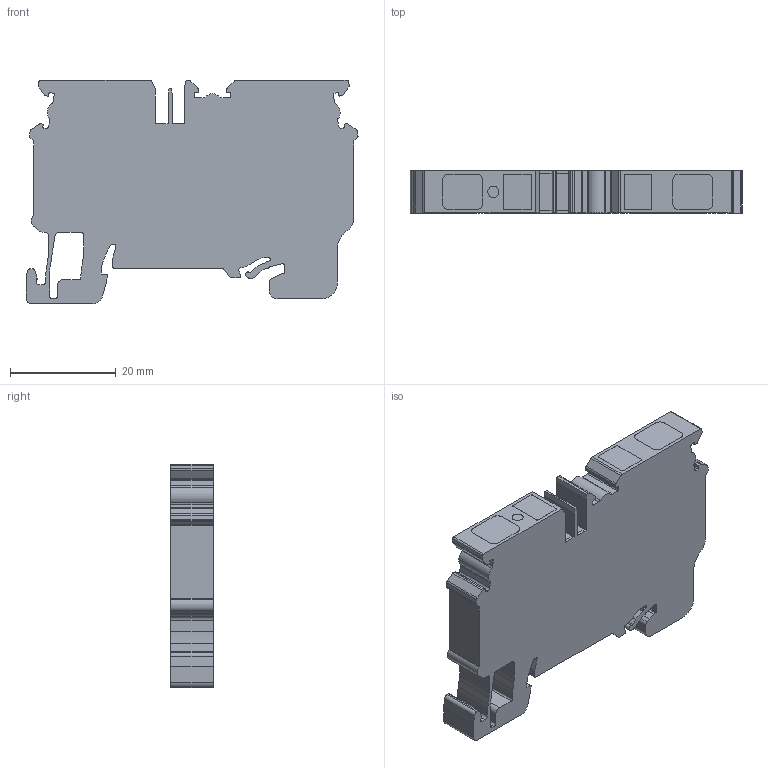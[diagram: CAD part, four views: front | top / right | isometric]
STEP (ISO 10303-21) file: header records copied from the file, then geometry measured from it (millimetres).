
FILE_DESCRIPTION(/* description */ (''),/* implementation_level */ '2;1');
FILE_NAME(/* name */ 'CXG6.stp',/* time_stamp */ '2016-08-16T10:01:24-04:00',/* author */ ('CAD Station'),/* organization */ (''),/* preprocessor_version */ 'ST-DEVELOPER v16.1',/* originating_system */ 'Autodesk Inventor 2016',/* authorisation */ '');
FILE_SCHEMA (('AUTOMOTIVE_DESIGN { 1 0 10303 214 3 1 1 }'));
Length unit declared in the file: metre
Products named in the file (1): CXG6
Bounding box: 62.75 x 8 x 42.2 mm (x, y, z)
Volume: 16806.4 mm3; surface area: 6906.6 mm2
Topology: 1 solids, 1 shells, 249 faces, 726 edges, 484 vertices
Faces by surface type: plane 134, cylinder 115
Full cylindrical faces by diameter (mm): 2.1 x1
Entity records: 8576 total; most frequent: CARTESIAN_POINT 1459, DIRECTION 1455, ORIENTED_EDGE 1450, EDGE_CURVE 725, LINE 495, VECTOR 495, VERTEX_POINT 484, AXIS2_PLACEMENT_3D 480
